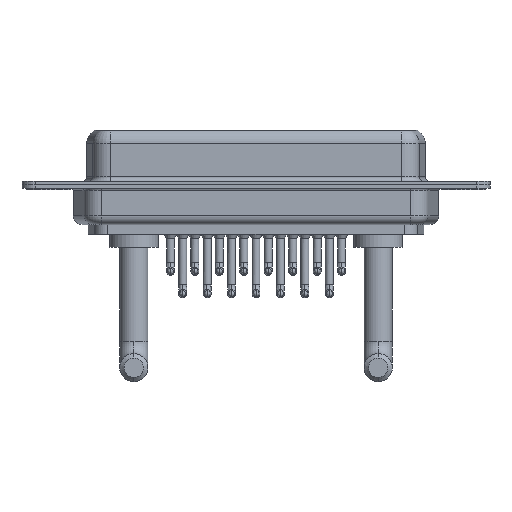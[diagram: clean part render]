
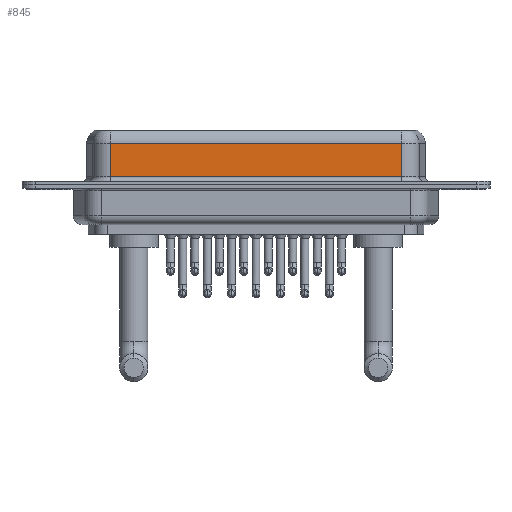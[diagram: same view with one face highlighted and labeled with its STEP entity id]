
A CAD part, front view. The second image highlights one B-rep face of the part: STEP entity #845.
In plain terms, the highlighted planar face has unit normal (0, -1, 0).
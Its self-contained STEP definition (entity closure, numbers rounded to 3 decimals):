
#142 = CARTESIAN_POINT ( 'NONE',  ( 40.037, -3.95, 6.4 ) ) ;
#335 = CARTESIAN_POINT ( 'NONE',  ( 40.037, -3.95, 4.65 ) ) ;
#394 = LINE ( 'NONE', #18435, #4609 ) ;
#845 = ADVANCED_FACE ( 'NONE', ( #17630 ), #17820, .F. ) ;
#1207 = VECTOR ( 'NONE', #1707, 1000. ) ;
#1502 = DIRECTION ( 'NONE',  ( 0., 1., 0. ) ) ;
#1707 = DIRECTION ( 'NONE',  ( -1., 0., 0. ) ) ;
#2148 = DIRECTION ( 'NONE',  ( 0., 0., -1. ) ) ;
#2852 = DIRECTION ( 'NONE',  ( 0., 0., 1. ) ) ;
#4500 = CARTESIAN_POINT ( 'NONE',  ( 40.037, -3.95, 0.9 ) ) ;
#4609 = VECTOR ( 'NONE', #16536, 1000. ) ;
#4964 = VERTEX_POINT ( 'NONE', #6258 ) ;
#5879 = LINE ( 'NONE', #4500, #9194 ) ;
#6258 = CARTESIAN_POINT ( 'NONE',  ( 40.037, -3.95, 0.9 ) ) ;
#7297 = VERTEX_POINT ( 'NONE', #13438 ) ;
#9069 = LINE ( 'NONE', #14933, #1207 ) ;
#9194 = VECTOR ( 'NONE', #14638, 1000. ) ;
#9997 = ORIENTED_EDGE ( 'NONE', *, *, #11398, .T. ) ;
#10023 = ORIENTED_EDGE ( 'NONE', *, *, #10953, .F. ) ;
#10953 = EDGE_CURVE ( 'NONE', #14686, #4964, #13363, .T. ) ;
#11398 = EDGE_CURVE ( 'NONE', #7297, #18132, #394, .T. ) ;
#12113 = CARTESIAN_POINT ( 'NONE',  ( 7.013, -3.95, 0.9 ) ) ;
#12302 = VECTOR ( 'NONE', #2148, 1000. ) ;
#12997 = EDGE_CURVE ( 'NONE', #14686, #7297, #9069, .T. ) ;
#13363 = LINE ( 'NONE', #142, #12302 ) ;
#13367 = EDGE_LOOP ( 'NONE', ( #10023, #15279, #9997, #13973 ) ) ;
#13438 = CARTESIAN_POINT ( 'NONE',  ( 7.013, -3.95, 4.65 ) ) ;
#13663 = AXIS2_PLACEMENT_3D ( 'NONE', #18222, #1502, #2852 ) ;
#13973 = ORIENTED_EDGE ( 'NONE', *, *, #17568, .T. ) ;
#14638 = DIRECTION ( 'NONE',  ( 1., 0., 0. ) ) ;
#14686 = VERTEX_POINT ( 'NONE', #335 ) ;
#14933 = CARTESIAN_POINT ( 'NONE',  ( 40.037, -3.95, 4.65 ) ) ;
#15279 = ORIENTED_EDGE ( 'NONE', *, *, #12997, .T. ) ;
#16536 = DIRECTION ( 'NONE',  ( 0., 0., -1. ) ) ;
#17568 = EDGE_CURVE ( 'NONE', #18132, #4964, #5879, .T. ) ;
#17630 = FACE_OUTER_BOUND ( 'NONE', #13367, .T. ) ;
#17820 = PLANE ( 'NONE',  #13663 ) ;
#18132 = VERTEX_POINT ( 'NONE', #12113 ) ;
#18222 = CARTESIAN_POINT ( 'NONE',  ( 40.037, -3.95, 6.4 ) ) ;
#18435 = CARTESIAN_POINT ( 'NONE',  ( 7.013, -3.95, 6.4 ) ) ;
